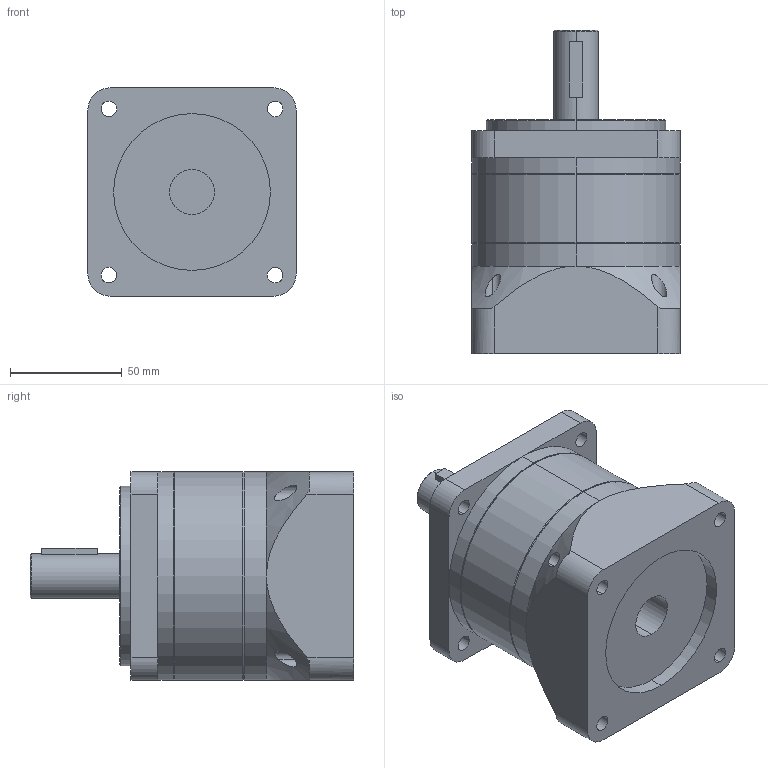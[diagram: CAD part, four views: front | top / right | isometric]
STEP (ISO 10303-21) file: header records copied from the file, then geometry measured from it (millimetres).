
FILE_DESCRIPTION (( 'STEP AP214' ), '1' );
FILE_NAME ('S93.STEP', '2019-10-04T02:40:11', ( '' ), ( '' ), 'SwSTEP 2.0', 'SolidWorks 2018', '' );
FILE_SCHEMA (( 'AUTOMOTIVE_DESIGN' ));
Length unit declared in the file: millimetre
Products named in the file (1): S93
Bounding box: 93 x 144.5 x 93 mm (x, y, z)
Volume: 748429.7 mm3; surface area: 88964.3 mm2
Topology: 3 solids, 3 shells, 85 faces, 203 edges, 127 vertices
Faces by surface type: cylinder 40, plane 31, cone 14
Entity records: 2949 total; most frequent: CARTESIAN_POINT 846, DIRECTION 441, ORIENTED_EDGE 402, EDGE_CURVE 201, AXIS2_PLACEMENT_3D 178, VERTEX_POINT 127, EDGE_LOOP 106, CIRCLE 92
